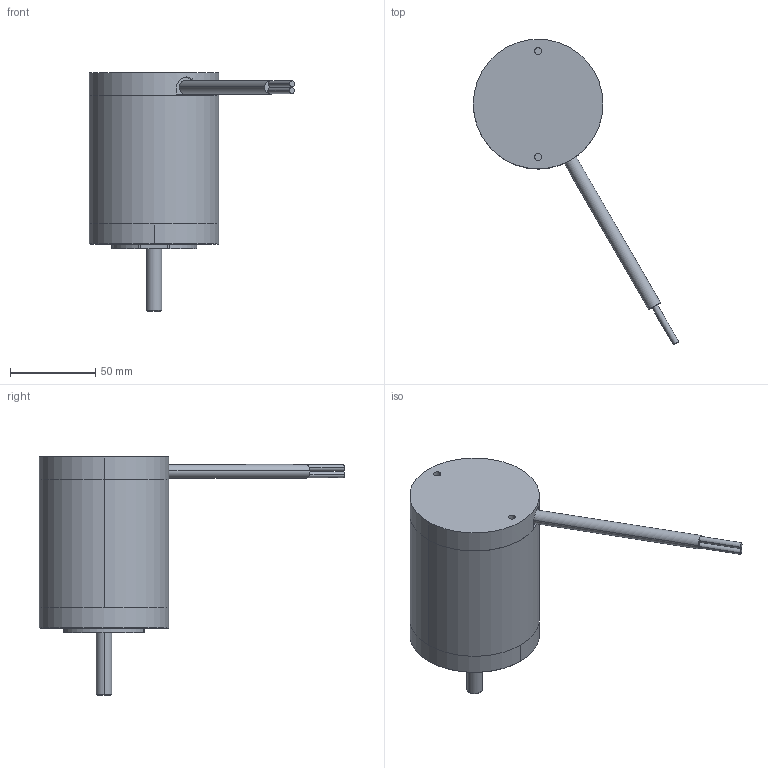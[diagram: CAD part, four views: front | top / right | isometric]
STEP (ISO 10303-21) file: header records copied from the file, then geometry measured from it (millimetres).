
FILE_DESCRIPTION (( 'STEP AP214' ), '1' );
FILE_NAME ('76ZY24-70-48.STEP', '2025-03-26T01:54:25', ( '' ), ( '' ), 'SwSTEP 2.0', 'SolidWorks 2020', '' );
FILE_SCHEMA (( 'AUTOMOTIVE_DESIGN' ));
Length unit declared in the file: millimetre
Products named in the file (11): plain washers-s series-grade a gb_GB_FASTENER_WASHER_PWSA 5; 儂褲-3; deep groove ball bearings gb_Rolling bearings 6000 GB 276-94; 蹟隊3; 綴傷裔 REV.1; spring lock washers--normal type gb_GB_FASTENER_WASHER_SW 5; 蛌赽粣-3; 76ZY24-70-48; 76ZY誘盄杶 371.001; ヶ傷裔; 竘堤盄
Assembly tree (14 placements, depth 2):
  76ZY24-70-48
    綴傷裔 REV.1
    deep groove ball bearings gb_Rolling bearings 6000 GB 276-94  x2
    76ZY誘盄杶 371.001
    ヶ傷裔
    竘堤盄
    儂褲-3
    蛌赽粣-3
    spring lock washers--normal type gb_GB_FASTENER_WASHER_SW 5  x2
    plain washers-s series-grade a gb_GB_FASTENER_WASHER_PWSA 5  x2
    蹟隊3  x2
Bounding box: 120.41 x 179.11 x 139.5 mm (x, y, z)
Volume: 143879.5 mm3; surface area: 89939.5 mm2
Topology: 14 solids, 14 shells, 993 faces, 3113 edges, 2064 vertices
Faces by surface type: cylinder 625, plane 162, torus 102, sphere 52, cone 41, bspline 11
Entity records: 34508 total; most frequent: CARTESIAN_POINT 17231, ORIENTED_EDGE 3836, DIRECTION 3337, EDGE_CURVE 1918, AXIS2_PLACEMENT_3D 1345, VERTEX_POINT 1268, EDGE_LOOP 712, CIRCLE 669
